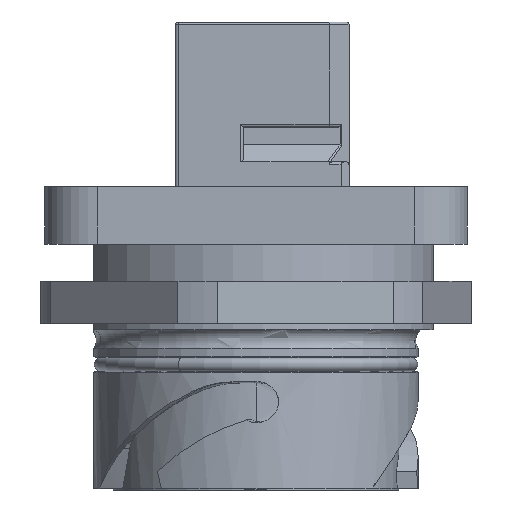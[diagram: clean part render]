
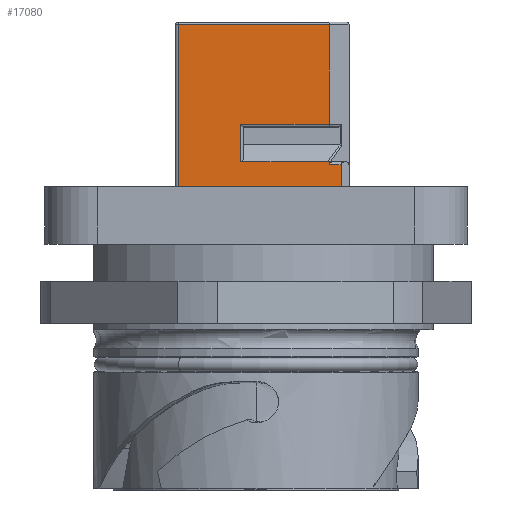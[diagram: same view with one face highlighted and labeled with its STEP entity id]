
A CAD part, left-side view. The second image highlights one B-rep face of the part: STEP entity #17080.
In plain terms, the highlighted planar face has unit normal (-1, 0, 0.001).
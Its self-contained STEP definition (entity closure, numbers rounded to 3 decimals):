
#16997=AXIS2_PLACEMENT_3D('Plane Axis2P3D',#16994,#16995,#16996) ;
#14726=CARTESIAN_POINT('Vertex',(8.477,11.456,3.153)) ;
#14729=CARTESIAN_POINT('Line Origine',(8.477,22.404,3.153)) ;
#14733=CARTESIAN_POINT('Vertex',(8.477,22.196,3.153)) ;
#15107=CARTESIAN_POINT('Line Origine',(8.476,22.196,2.946)) ;
#15111=CARTESIAN_POINT('Vertex',(8.501,22.196,35.213)) ;
#15499=CARTESIAN_POINT('Line Origine',(8.501,22.404,35.213)) ;
#15503=CARTESIAN_POINT('Vertex',(8.501,10.756,35.213)) ;
#15965=CARTESIAN_POINT('Vertex',(8.482,9.856,10.703)) ;
#15968=CARTESIAN_POINT('Line Origine',(8.482,9.856,9.928)) ;
#15972=CARTESIAN_POINT('Vertex',(8.481,9.856,9.153)) ;
#16489=CARTESIAN_POINT('Line Origine',(8.498,10.756,31.438)) ;
#16493=CARTESIAN_POINT('Vertex',(8.496,10.756,27.663)) ;
#16521=CARTESIAN_POINT('Vertex',(8.493,10.756,24.823)) ;
#16524=CARTESIAN_POINT('Line Origine',(8.493,10.756,24.723)) ;
#16528=CARTESIAN_POINT('Vertex',(8.493,10.756,24.623)) ;
#16620=CARTESIAN_POINT('Vertex',(8.493,9.856,24.623)) ;
#16623=CARTESIAN_POINT('Line Origine',(8.489,9.856,19.083)) ;
#16627=CARTESIAN_POINT('Vertex',(8.485,9.856,13.543)) ;
#16994=CARTESIAN_POINT('Axis2P3D Location',(8.476,9.256,2.953)) ;
#16999=CARTESIAN_POINT('Line Origine',(8.482,13.656,10.703)) ;
#17003=CARTESIAN_POINT('Vertex',(8.482,17.456,10.703)) ;
#17006=CARTESIAN_POINT('Line Origine',(8.484,17.456,12.123)) ;
#17010=CARTESIAN_POINT('Vertex',(8.485,17.456,13.543)) ;
#17013=CARTESIAN_POINT('Line Origine',(8.485,13.656,13.543)) ;
#17018=CARTESIAN_POINT('Line Origine',(8.493,10.306,24.623)) ;
#17023=CARTESIAN_POINT('Line Origine',(8.493,10.815,24.823)) ;
#17027=CARTESIAN_POINT('Vertex',(8.493,10.875,24.823)) ;
#17030=CARTESIAN_POINT('Line Origine',(8.493,14.165,24.823)) ;
#17034=CARTESIAN_POINT('Vertex',(8.493,17.456,24.823)) ;
#17037=CARTESIAN_POINT('Line Origine',(8.494,17.456,26.243)) ;
#17041=CARTESIAN_POINT('Vertex',(8.496,17.456,27.663)) ;
#17044=CARTESIAN_POINT('Line Origine',(8.496,14.106,27.663)) ;
#17049=CARTESIAN_POINT('Line Origine',(8.479,11.456,6.153)) ;
#17053=CARTESIAN_POINT('Vertex',(8.481,11.456,9.153)) ;
#17056=CARTESIAN_POINT('Line Origine',(8.481,10.656,9.153)) ;
#14730=DIRECTION('Vector Direction',(0.,-1.,0.)) ;
#15108=DIRECTION('Vector Direction',(0.001,0.,1.)) ;
#15500=DIRECTION('Vector Direction',(0.,-1.,0.)) ;
#15969=DIRECTION('Vector Direction',(0.001,0.,1.)) ;
#16490=DIRECTION('Vector Direction',(-0.001,0.,-1.)) ;
#16525=DIRECTION('Vector Direction',(0.001,0.,1.)) ;
#16624=DIRECTION('Vector Direction',(0.001,0.,1.)) ;
#16995=DIRECTION('Axis2P3D Direction',(-1.,0.,0.001)) ;
#16996=DIRECTION('Axis2P3D XDirection',(0.001,0.,1.)) ;
#17000=DIRECTION('Vector Direction',(0.,1.,0.)) ;
#17007=DIRECTION('Vector Direction',(0.001,0.,1.)) ;
#17014=DIRECTION('Vector Direction',(0.,-1.,0.)) ;
#17019=DIRECTION('Vector Direction',(0.,1.,0.)) ;
#17024=DIRECTION('Vector Direction',(0.,1.,0.)) ;
#17031=DIRECTION('Vector Direction',(0.,1.,0.)) ;
#17038=DIRECTION('Vector Direction',(0.001,0.,1.)) ;
#17045=DIRECTION('Vector Direction',(0.,-1.,0.)) ;
#17050=DIRECTION('Vector Direction',(0.001,0.,1.)) ;
#17057=DIRECTION('Vector Direction',(0.,1.,0.)) ;
#14731=VECTOR('Line Direction',#14730,1.) ;
#15109=VECTOR('Line Direction',#15108,1.) ;
#15501=VECTOR('Line Direction',#15500,1.) ;
#15970=VECTOR('Line Direction',#15969,1.) ;
#16491=VECTOR('Line Direction',#16490,1.) ;
#16526=VECTOR('Line Direction',#16525,1.) ;
#16625=VECTOR('Line Direction',#16624,1.) ;
#17001=VECTOR('Line Direction',#17000,1.) ;
#17008=VECTOR('Line Direction',#17007,1.) ;
#17015=VECTOR('Line Direction',#17014,1.) ;
#17020=VECTOR('Line Direction',#17019,1.) ;
#17025=VECTOR('Line Direction',#17024,1.) ;
#17032=VECTOR('Line Direction',#17031,1.) ;
#17039=VECTOR('Line Direction',#17038,1.) ;
#17046=VECTOR('Line Direction',#17045,1.) ;
#17051=VECTOR('Line Direction',#17050,1.) ;
#17058=VECTOR('Line Direction',#17057,1.) ;
#17062=ORIENTED_EDGE('',*,*,#17005,.T.) ;
#17063=ORIENTED_EDGE('',*,*,#17012,.T.) ;
#17064=ORIENTED_EDGE('',*,*,#17017,.T.) ;
#17065=ORIENTED_EDGE('',*,*,#16629,.T.) ;
#17066=ORIENTED_EDGE('',*,*,#17022,.T.) ;
#17067=ORIENTED_EDGE('',*,*,#16530,.T.) ;
#17068=ORIENTED_EDGE('',*,*,#17029,.T.) ;
#17069=ORIENTED_EDGE('',*,*,#17036,.T.) ;
#17070=ORIENTED_EDGE('',*,*,#17043,.T.) ;
#17071=ORIENTED_EDGE('',*,*,#17048,.T.) ;
#17072=ORIENTED_EDGE('',*,*,#16495,.F.) ;
#17073=ORIENTED_EDGE('',*,*,#15505,.F.) ;
#17074=ORIENTED_EDGE('',*,*,#15113,.F.) ;
#17075=ORIENTED_EDGE('',*,*,#14735,.T.) ;
#17076=ORIENTED_EDGE('',*,*,#17055,.T.) ;
#17077=ORIENTED_EDGE('',*,*,#17060,.F.) ;
#17078=ORIENTED_EDGE('',*,*,#15974,.T.) ;
#17080=ADVANCED_FACE('Hauptk\X2\00F6\X0\rper',(#17079),#16998,.T.) ;
#14735=EDGE_CURVE('',#14734,#14727,#14732,.T.) ;
#15113=EDGE_CURVE('',#14734,#15112,#15110,.T.) ;
#15505=EDGE_CURVE('',#15112,#15504,#15502,.T.) ;
#15974=EDGE_CURVE('',#15973,#15966,#15971,.T.) ;
#16495=EDGE_CURVE('',#15504,#16494,#16492,.T.) ;
#16530=EDGE_CURVE('',#16529,#16522,#16527,.T.) ;
#16629=EDGE_CURVE('',#16628,#16621,#16626,.T.) ;
#17005=EDGE_CURVE('',#15966,#17004,#17002,.T.) ;
#17012=EDGE_CURVE('',#17004,#17011,#17009,.T.) ;
#17017=EDGE_CURVE('',#17011,#16628,#17016,.T.) ;
#17022=EDGE_CURVE('',#16621,#16529,#17021,.T.) ;
#17029=EDGE_CURVE('',#16522,#17028,#17026,.T.) ;
#17036=EDGE_CURVE('',#17028,#17035,#17033,.T.) ;
#17043=EDGE_CURVE('',#17035,#17042,#17040,.T.) ;
#17048=EDGE_CURVE('',#17042,#16494,#17047,.T.) ;
#17055=EDGE_CURVE('',#14727,#17054,#17052,.T.) ;
#17060=EDGE_CURVE('',#15973,#17054,#17059,.T.) ;
#17061=EDGE_LOOP('',(#17062,#17063,#17064,#17065,#17066,#17067,#17068,#17069,#17070,#17071,#17072,#17073,#17074,#17075,#17076,#17077,#17078)) ;
#17079=FACE_OUTER_BOUND('',#17061,.T.) ;
#14732=LINE('Line',#14729,#14731) ;
#15110=LINE('Line',#15107,#15109) ;
#15502=LINE('Line',#15499,#15501) ;
#15971=LINE('Line',#15968,#15970) ;
#16492=LINE('Line',#16489,#16491) ;
#16527=LINE('Line',#16524,#16526) ;
#16626=LINE('Line',#16623,#16625) ;
#17002=LINE('Line',#16999,#17001) ;
#17009=LINE('Line',#17006,#17008) ;
#17016=LINE('Line',#17013,#17015) ;
#17021=LINE('Line',#17018,#17020) ;
#17026=LINE('Line',#17023,#17025) ;
#17033=LINE('Line',#17030,#17032) ;
#17040=LINE('Line',#17037,#17039) ;
#17047=LINE('Line',#17044,#17046) ;
#17052=LINE('Line',#17049,#17051) ;
#17059=LINE('Line',#17056,#17058) ;
#16998=PLANE('',#16997) ;
#14727=VERTEX_POINT('',#14726) ;
#14734=VERTEX_POINT('',#14733) ;
#15112=VERTEX_POINT('',#15111) ;
#15504=VERTEX_POINT('',#15503) ;
#15966=VERTEX_POINT('',#15965) ;
#15973=VERTEX_POINT('',#15972) ;
#16494=VERTEX_POINT('',#16493) ;
#16522=VERTEX_POINT('',#16521) ;
#16529=VERTEX_POINT('',#16528) ;
#16621=VERTEX_POINT('',#16620) ;
#16628=VERTEX_POINT('',#16627) ;
#17004=VERTEX_POINT('',#17003) ;
#17011=VERTEX_POINT('',#17010) ;
#17028=VERTEX_POINT('',#17027) ;
#17035=VERTEX_POINT('',#17034) ;
#17042=VERTEX_POINT('',#17041) ;
#17054=VERTEX_POINT('',#17053) ;
